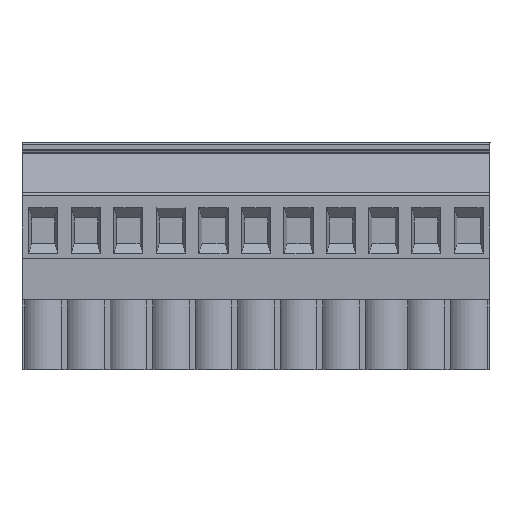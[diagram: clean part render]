
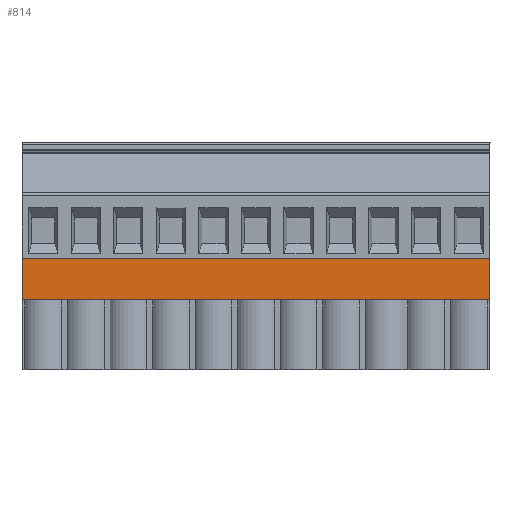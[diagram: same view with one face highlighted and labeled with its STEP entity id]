
A CAD part, top view. The second image highlights one B-rep face of the part: STEP entity #814.
In plain terms, the highlighted planar face has unit normal (0, 0, 1).
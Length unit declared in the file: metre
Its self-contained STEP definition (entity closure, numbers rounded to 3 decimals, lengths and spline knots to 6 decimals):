
#814=ADVANCED_FACE('',(#1800),#1801,.F.);
#1800=FACE_OUTER_BOUND('',#2940,.T.);
#1801=PLANE('',#2941);
#2940=EDGE_LOOP('',(#5333,#5334,#5335,#5336));
#2941=AXIS2_PLACEMENT_3D('',#5337,#5338,#5339);
#5333=ORIENTED_EDGE('',*,*,#7427,.T.);
#5334=ORIENTED_EDGE('',*,*,#7428,.T.);
#5335=ORIENTED_EDGE('',*,*,#7429,.F.);
#5336=ORIENTED_EDGE('',*,*,#6559,.F.);
#5337=CARTESIAN_POINT('',(-0.00508,0.004997,0.));
#5338=DIRECTION('',(0.,0.,-1.0));
#5339=DIRECTION('',(0.0,-1.0,0.));
#6559=EDGE_CURVE('',#7814,#7816,#7817,.T.);
#7427=EDGE_CURVE('',#7814,#9147,#9148,.T.);
#7428=EDGE_CURVE('',#9147,#9149,#9150,.T.);
#7429=EDGE_CURVE('',#7816,#9149,#9151,.T.);
#7814=VERTEX_POINT('',#9613);
#7816=VERTEX_POINT('',#9616);
#7817=LINE('',#9617,#9618);
#9147=VERTEX_POINT('',#11503);
#9148=LINE('',#11504,#11505);
#9149=VERTEX_POINT('',#11506);
#9150=LINE('',#11507,#11508);
#9151=LINE('',#11509,#11510);
#9613=CARTESIAN_POINT('',(0.0,0.,0.));
#9616=CARTESIAN_POINT('',(0.0,0.005,0.));
#9617=CARTESIAN_POINT('',(0.0,0.004997,0.));
#9618=VECTOR('',#11956,1.0);
#11503=CARTESIAN_POINT('',(0.05588,0.0,0.0));
#11504=CARTESIAN_POINT('',(-0.00508,0.,0.));
#11505=VECTOR('',#12861,1.0);
#11506=CARTESIAN_POINT('',(0.05588,0.005,0.0));
#11507=CARTESIAN_POINT('',(0.05588,0.004997,0.0));
#11508=VECTOR('',#12862,1.0);
#11509=CARTESIAN_POINT('',(-0.00508,0.005,0.));
#11510=VECTOR('',#12863,1.0);
#11956=DIRECTION('',(0.,1.0,0.));
#12861=DIRECTION('',(1.0,0.,0.));
#12862=DIRECTION('',(0.,1.0,0.));
#12863=DIRECTION('',(1.0,0.,0.));
